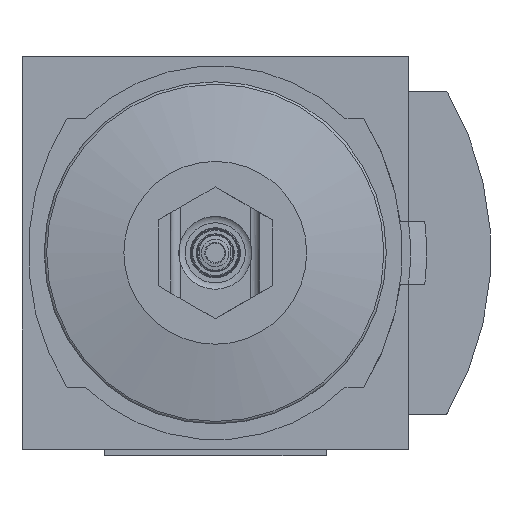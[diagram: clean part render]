
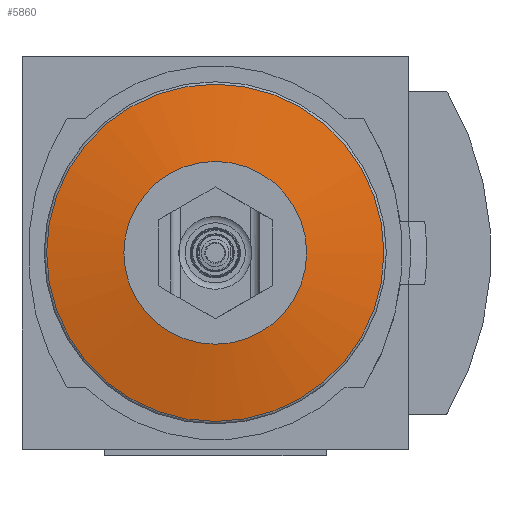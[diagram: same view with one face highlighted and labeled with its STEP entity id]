
A CAD part, front view. The second image highlights one B-rep face of the part: STEP entity #5860.
In plain terms, the highlighted toroidal (fillet/blend) face has major radius 2.923 mm and minor radius 240 mm.
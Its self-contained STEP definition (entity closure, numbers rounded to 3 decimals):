
#48=DEGENERATE_TOROIDAL_SURFACE('',#6211,2.923,240.,
 .F.);
#157=CIRCLE('',#6210,28.85);
#158=CIRCLE('',#6212,53.234);
#1355=ORIENTED_EDGE('',*,*,#2058,.T.);
#1356=ORIENTED_EDGE('',*,*,#2057,.F.);
#2057=EDGE_CURVE('',#2473,#2473,#157,.T.);
#2058=EDGE_CURVE('',#2474,#2474,#158,.T.);
#2473=VERTEX_POINT('',#8585);
#2474=VERTEX_POINT('',#8588);
#3533=EDGE_LOOP('',(#1355));
#3534=EDGE_LOOP('',(#1356));
#3825=FACE_BOUND('',#3533,.T.);
#3826=FACE_BOUND('',#3534,.T.);
#5860=ADVANCED_FACE('',(#3825,#3826),#48,.F.);
#6210=AXIS2_PLACEMENT_3D('',#8584,#7259,#7260);
#6211=AXIS2_PLACEMENT_3D('',#8586,#7261,#7262);
#6212=AXIS2_PLACEMENT_3D('',#8587,#7263,#7264);
#7259=DIRECTION('',(0.,-1.,0.));
#7260=DIRECTION('',(0.,0.,-1.));
#7261=DIRECTION('',(0.,-1.,0.));
#7262=DIRECTION('',(0.,0.,-1.));
#7263=DIRECTION('',(0.,-1.,0.));
#7264=DIRECTION('',(0.,0.,-1.));
#8584=CARTESIAN_POINT('',(0.,-444.736,0.));
#8585=CARTESIAN_POINT('',(0.,-444.736,-28.85));
#8586=CARTESIAN_POINT('',(0.,-206.848,0.));
#8587=CARTESIAN_POINT('',(0.,-440.186,0.));
#8588=CARTESIAN_POINT('',(0.,-440.186,-53.234));
